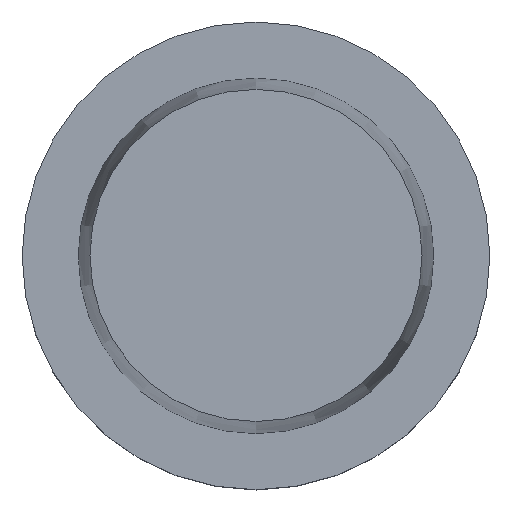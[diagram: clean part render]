
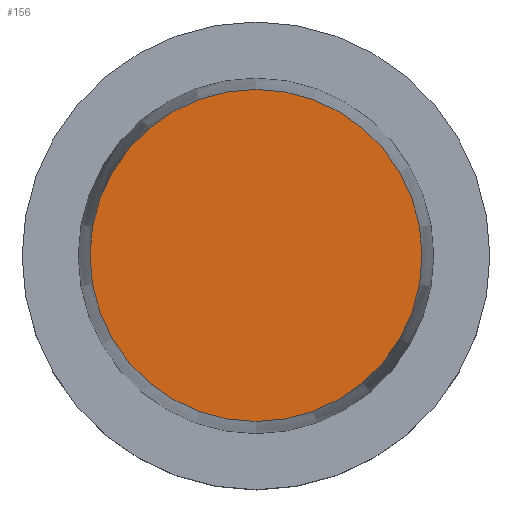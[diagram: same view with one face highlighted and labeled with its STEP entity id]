
A CAD part, top view. The second image highlights one B-rep face of the part: STEP entity #156.
In plain terms, the highlighted planar face has unit normal (0, 0, 1).
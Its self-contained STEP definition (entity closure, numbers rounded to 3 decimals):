
#91=EDGE_CURVE('Unnamed[1]',#236,#236,#237,.T.);
#156=ADVANCED_FACE('Unnamed[1]',(#338),#339,.T.);
#236=VERTEX_POINT('',#433);
#237=CIRCLE('',#434,35.5);
#338=FACE_OUTER_BOUND('',#561,.T.);
#339=PLANE('',#562);
#433=CARTESIAN_POINT('',(0.,35.5,50.0));
#434=AXIS2_PLACEMENT_3D('',#656,#657,#658);
#561=EDGE_LOOP('',(#770));
#562=AXIS2_PLACEMENT_3D('',#771,#772,#773);
#656=CARTESIAN_POINT('',(0.,0.,50.0));
#657=DIRECTION('',(0.,0.,-1.0));
#658=DIRECTION('',(0.,1.0,0.));
#770=ORIENTED_EDGE('',*,*,#91,.F.);
#771=CARTESIAN_POINT('',(0.,17.75,50.0));
#772=DIRECTION('',(0.,0.,1.0));
#773=DIRECTION('',(0.,-1.0,0.));
